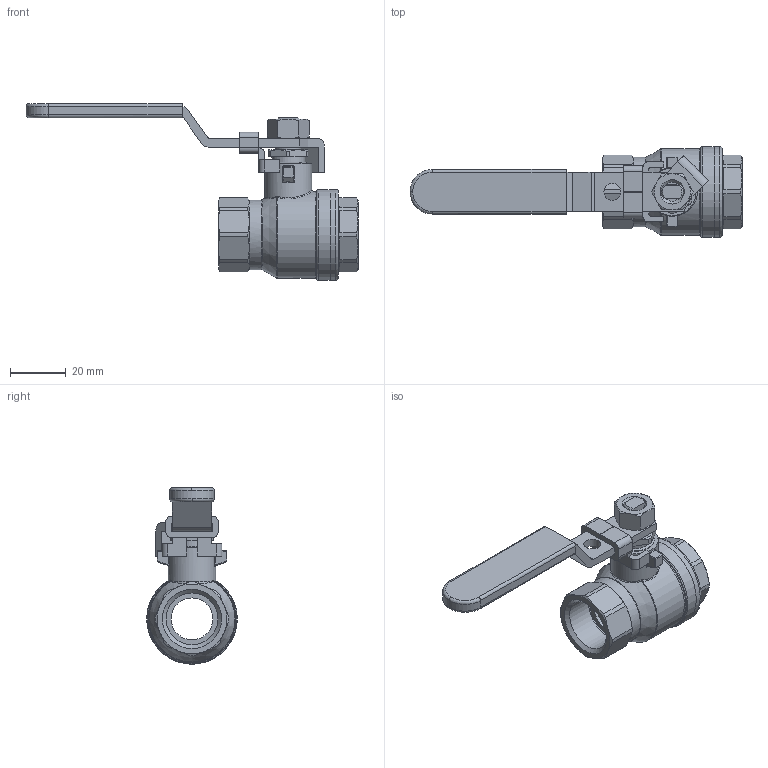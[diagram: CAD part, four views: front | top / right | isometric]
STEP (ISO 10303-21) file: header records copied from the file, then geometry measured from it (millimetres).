
FILE_DESCRIPTION(/* description */ ('Unknown'),/* implementation_level */ '2;1');
FILE_NAME(/* name */ '9360-04',/* time_stamp */ '2022-07-04T08:34:02+02:00',/* author */ ('Unknown'),/* organization */ ('Unknown'),/* preprocessor_version */ 'ST-DEVELOPER v16.7',/* originating_system */ 'Solid Edge',/* authorisation */ 'Unknown');
FILE_SCHEMA (('AUTOMOTIVE_DESIGN {1 0 10303 214 3 1 1}'));
Length unit declared in the file: millimetre
Products named in the file (15): 9360-04; 9380__1_2_Zusammenbau_oa_0; Körper__1_2; Spindel-Zusammanbau__1_2_oa_1; Spindel__1_2; Stopfbuchse__1_2 - 3_4; Einschraubteil__1_2; Edelstahlgriff-1_4-3_4; Stahlgriff-n; Stahlgriff-u; schloss; 600-1_2-Mutter
Assembly tree (14 placements, depth 4):
  9360-04
    9380__1_2_Zusammenbau_oa_0
      Körper__1_2
      Spindel-Zusammanbau__1_2_oa_1
        Spindel__1_2
      Stopfbuchse__1_2 - 3_4
      Einschraubteil__1_2
    Edelstahlgriff-1_4-3_4
      Stahlgriff-n
        Stahlgriff-n
      Stahlgriff-u
        Stahlgriff-u
      schloss
        schloss
    600-1_2-Mutter
Bounding box: 119 x 32.5 x 63.25 mm (x, y, z)
Volume: 27106.6 mm3; surface area: 24261.6 mm2
Topology: 8 solids, 8 shells, 337 faces, 828 edges, 513 vertices
Faces by surface type: plane 130, cylinder 107, cone 61, bspline 23, sphere 9, torus 7
Full cylindrical faces by diameter (mm): 6 x1, 6.75 x1, 9 x2, 9.3 x1, 11 x1, 11.835 x2, 12 x2, 14 x1, 15 x2, 17 x1, 18.631 x4, 21 x2, 24.376 x1, 25 x1, 26 x2, 27 x1, 29.2 x1, 31 x1, 32.5 x2
Entity records: 12306 total; most frequent: CARTESIAN_POINT 3156, DIRECTION 1540, ORIENTED_EDGE 1490, EDGE_CURVE 745, AXIS2_PLACEMENT_3D 610, VERTEX_POINT 488, EDGE_LOOP 415, FACE_BOUND 415
